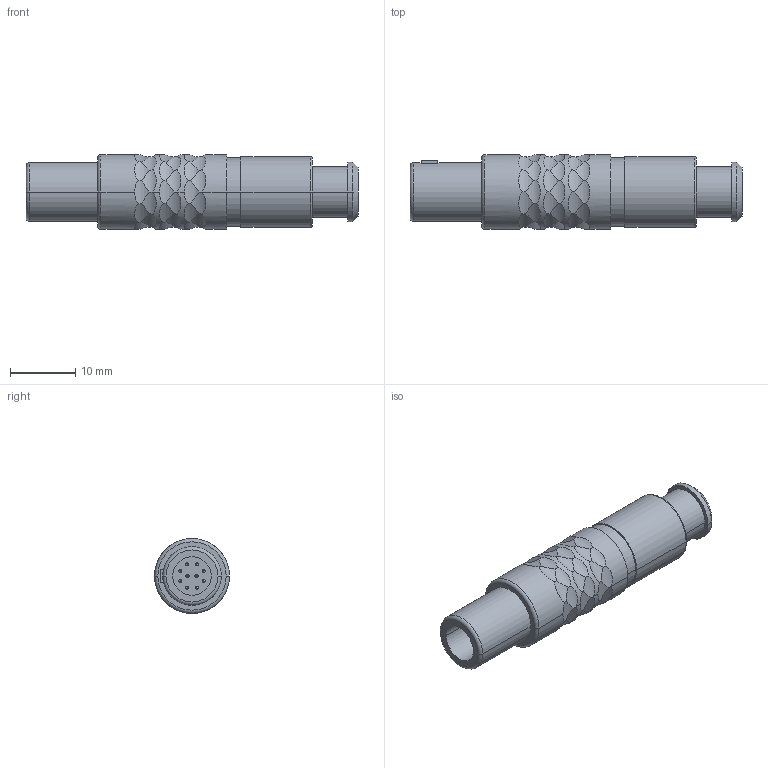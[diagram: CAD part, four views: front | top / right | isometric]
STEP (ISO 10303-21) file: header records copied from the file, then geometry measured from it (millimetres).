
FILE_DESCRIPTION((''),'2;1');
FILE_NAME('S21L0C-P10M','2022-03-30T07:09:09',('RTrager'),(''),'CREO PARAMETRIC BY PTC INC, 2020184','CREO PARAMETRIC BY PTC INC, 2020184','');
FILE_SCHEMA(('AP242_MANAGED_MODEL_BASED_3D_ENGINEERING_MIM_LF { 1 0 10303 442 1 1 4 }'));
Length unit declared in the file: millimetre
Products named in the file (1): S21L0C-P10M
Bounding box: 51 x 11.5 x 11.5 mm (x, y, z)
Volume: 3251.8 mm3; surface area: 2798 mm2
Topology: 1 solids, 1 shells, 258 faces, 673 edges, 426 vertices
Faces by surface type: cylinder 168, plane 43, sphere 20, torus 16, bspline 9, cone 2
Entity records: 12967 total; most frequent: CARTESIAN_POINT 5243, ORIENTED_EDGE 1306, DIRECTION 1147, EDGE_CURVE 653, AXIS2_PLACEMENT_3D 488, VERTEX_POINT 426, EDGE_LOOP 287, FACE_OUTER_BOUND 258
